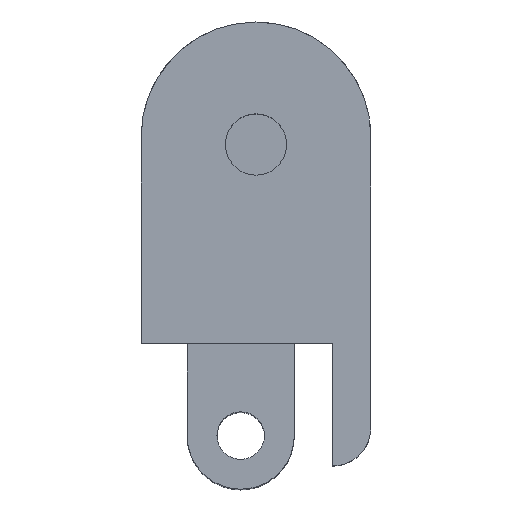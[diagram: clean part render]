
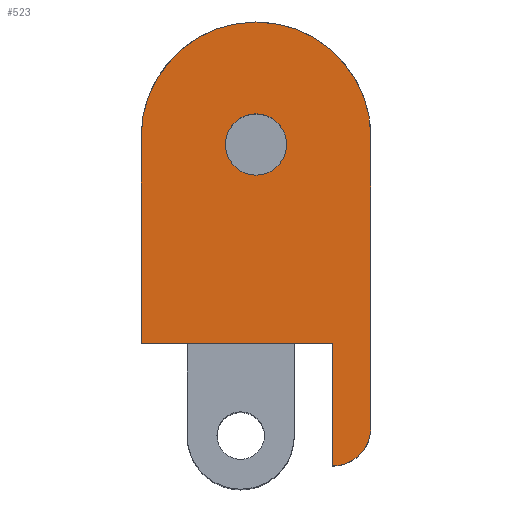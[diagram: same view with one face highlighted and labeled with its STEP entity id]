
A CAD part, top view. The second image highlights one B-rep face of the part: STEP entity #523.
In plain terms, the highlighted planar face has unit normal (0, 0, 1).
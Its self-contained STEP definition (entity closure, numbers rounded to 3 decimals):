
#15=FACE_BOUND('',#106,.T.);
#41=PLANE('',#591);
#72=FACE_OUTER_BOUND('',#105,.T.);
#105=EDGE_LOOP('',(#457,#458,#459,#460,#461,#462));
#106=EDGE_LOOP('',(#463));
#120=LINE('',#775,#157);
#144=LINE('',#1069,#181);
#145=LINE('',#1071,#182);
#149=LINE('',#1144,#186);
#157=VECTOR('',#619,10.);
#181=VECTOR('',#709,10.);
#182=VECTOR('',#712,10.);
#186=VECTOR('',#730,10.);
#190=CIRCLE('',#546,2.5);
#206=CIRCLE('',#574,7.5);
#214=CIRCLE('',#592,2.);
#220=VERTEX_POINT('',#762);
#221=VERTEX_POINT('',#764);
#224=VERTEX_POINT('',#774);
#246=VERTEX_POINT('',#984);
#247=VERTEX_POINT('',#986);
#255=VERTEX_POINT('',#1067);
#258=VERTEX_POINT('',#1147);
#264=EDGE_CURVE('',#220,#221,#190,.T.);
#269=EDGE_CURVE('',#221,#224,#120,.T.);
#305=EDGE_CURVE('',#246,#247,#206,.T.);
#319=EDGE_CURVE('',#255,#246,#144,.T.);
#320=EDGE_CURVE('',#255,#224,#145,.T.);
#329=EDGE_CURVE('',#220,#247,#149,.T.);
#330=EDGE_CURVE('',#258,#258,#214,.T.);
#457=ORIENTED_EDGE('',*,*,#264,.F.);
#458=ORIENTED_EDGE('',*,*,#329,.T.);
#459=ORIENTED_EDGE('',*,*,#305,.F.);
#460=ORIENTED_EDGE('',*,*,#319,.F.);
#461=ORIENTED_EDGE('',*,*,#320,.T.);
#462=ORIENTED_EDGE('',*,*,#269,.F.);
#463=ORIENTED_EDGE('',*,*,#330,.F.);
#523=ADVANCED_FACE('',(#72,#15),#41,.T.);
#546=AXIS2_PLACEMENT_3D('',#765,#609,#610);
#574=AXIS2_PLACEMENT_3D('',#987,#685,#686);
#591=AXIS2_PLACEMENT_3D('',#1146,#733,#734);
#592=AXIS2_PLACEMENT_3D('',#1148,#735,#736);
#609=DIRECTION('center_axis',(0.,0.,
-1.));
#610=DIRECTION('ref_axis',(0.707,-0.707,0.));
#619=DIRECTION('',(0.,1.,0.));
#685=DIRECTION('center_axis',(0.,0.,
-1.));
#686=DIRECTION('ref_axis',(0.707,0.707,0.));
#709=DIRECTION('',(0.,1.,0.));
#712=DIRECTION('',(1.,0.,0.));
#730=DIRECTION('',(0.,1.,0.));
#733=DIRECTION('center_axis',(0.,0.,
1.));
#734=DIRECTION('ref_axis',(1.,0.,0.));
#735=DIRECTION('center_axis',(0.,0.,
1.));
#736=DIRECTION('ref_axis',(-1.,0.,0.));
#762=CARTESIAN_POINT('',(-96.5,-1.171,39.431));
#764=CARTESIAN_POINT('',(-99.,-3.671,39.431));
#765=CARTESIAN_POINT('Origin',(-99.,-1.171,39.431));
#774=CARTESIAN_POINT('',(-99.,4.329,39.431));
#775=CARTESIAN_POINT('',(-99.,-3.671,39.431));
#984=CARTESIAN_POINT('',(-111.5,17.829,39.431));
#986=CARTESIAN_POINT('',(-96.5,17.829,39.431));
#987=CARTESIAN_POINT('Origin',(-104.,17.829,39.431));
#1067=CARTESIAN_POINT('',(-111.5,4.329,39.431));
#1069=CARTESIAN_POINT('',(-111.5,4.329,39.431));
#1071=CARTESIAN_POINT('',(-101.5,4.329,39.431));
#1144=CARTESIAN_POINT('',(-96.5,4.329,39.431));
#1146=CARTESIAN_POINT('Origin',(-111.5,4.329,39.431));
#1147=CARTESIAN_POINT('',(-102.,17.329,39.431));
#1148=CARTESIAN_POINT('Origin',(-104.,17.329,39.431));
